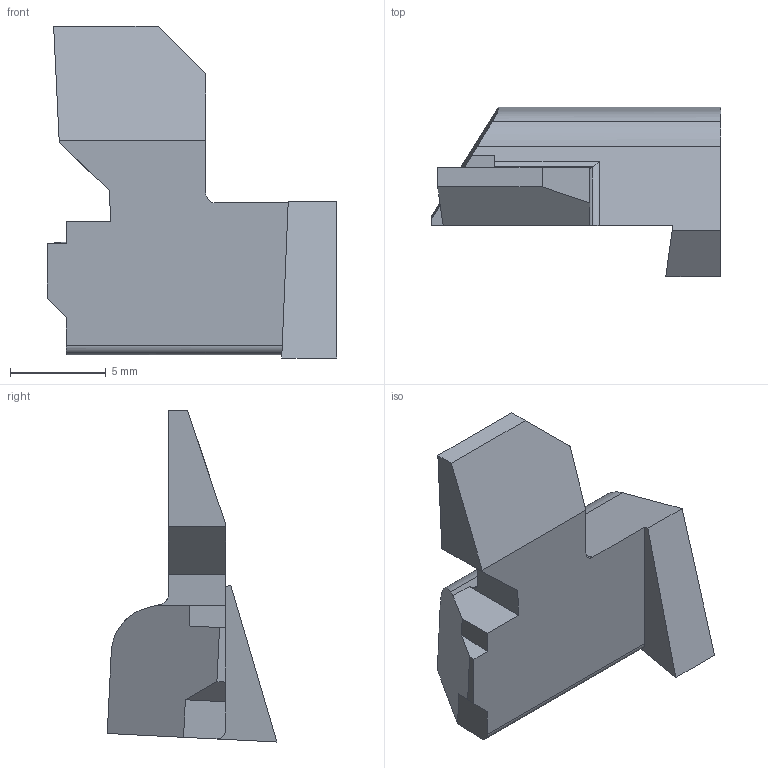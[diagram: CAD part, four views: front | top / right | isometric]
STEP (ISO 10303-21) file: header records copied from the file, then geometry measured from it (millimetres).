
FILE_DESCRIPTION(('STEP AP214'),'1');
FILE_NAME('shuttle.stp','2021-08-10T16:38:22',(' '),(' '),'Spatial InterOp 3D',' ',' ');
FILE_SCHEMA(('AUTOMOTIVE_DESIGN { 1 0 10303 214 1 1 1 1 }'));
Length unit declared in the file: metre
Products named in the file (1): Solid
Bounding box: 15.15 x 8.88 x 17.38 mm (x, y, z)
Volume: 594.8 mm3; surface area: 768.7 mm2
Topology: 1 solids, 1 shells, 33 faces, 90 edges, 60 vertices
Faces by surface type: plane 22, cylinder 10, bspline 1
Entity records: 1098 total; most frequent: CARTESIAN_POINT 222, ORIENTED_EDGE 180, DIRECTION 173, EDGE_CURVE 90, LINE 67, VECTOR 67, VERTEX_POINT 60, AXIS2_PLACEMENT_3D 53
